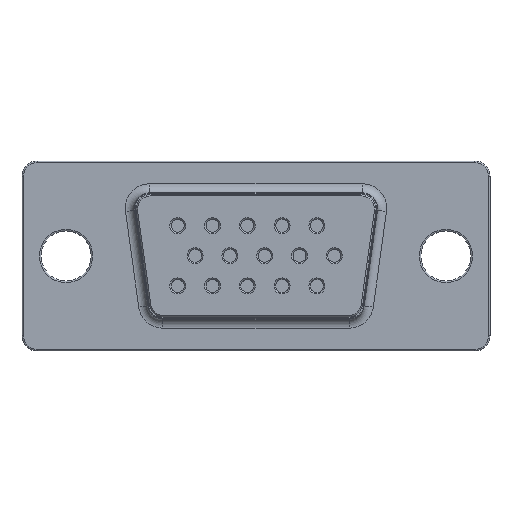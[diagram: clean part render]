
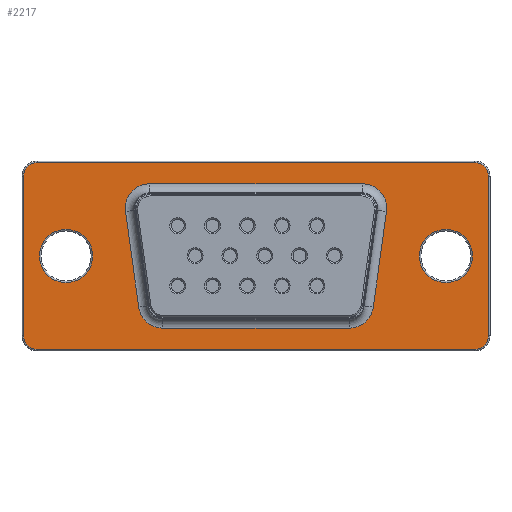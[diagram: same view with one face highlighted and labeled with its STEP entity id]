
A CAD part, top view. The second image highlights one B-rep face of the part: STEP entity #2217.
In plain terms, the highlighted planar face has unit normal (0, 0, 1).
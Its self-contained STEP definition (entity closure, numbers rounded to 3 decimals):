
#1883 = VERTEX_POINT('',#1884);
#1884 = CARTESIAN_POINT('',(-12.595,0.951,4.7));
#1893 = VERTEX_POINT('',#1894);
#1894 = CARTESIAN_POINT('',(-11.01,2.77,4.7));
#1901 = EDGE_CURVE('',#1883,#1893,#1902,.T.);
#1902 = CIRCLE('',#1903,1.6);
#1903 = AXIS2_PLACEMENT_3D('',#1904,#1905,#1906);
#1904 = CARTESIAN_POINT('',(-11.01,1.17,4.7));
#1905 = DIRECTION('',(-0.,0.,-1.));
#1906 = DIRECTION('',(-0.991,-0.137,0.));
#1917 = EDGE_CURVE('',#1893,#1918,#1920,.T.);
#1918 = VERTEX_POINT('',#1919);
#1919 = CARTESIAN_POINT('',(2.995,2.77,4.7));
#1920 = LINE('',#1921,#1922);
#1921 = CARTESIAN_POINT('',(-11.01,2.77,4.7));
#1922 = VECTOR('',#1923,1.);
#1923 = DIRECTION('',(1.,0.,0.));
#1942 = VERTEX_POINT('',#1943);
#1943 = CARTESIAN_POINT('',(-11.726,-5.349,4.7));
#1950 = EDGE_CURVE('',#1942,#1883,#1951,.T.);
#1951 = LINE('',#1952,#1953);
#1952 = CARTESIAN_POINT('',(-11.726,-5.349,4.7));
#1953 = VECTOR('',#1954,1.);
#1954 = DIRECTION('',(-0.137,0.991,0.));
#1969 = VERTEX_POINT('',#1970);
#1970 = CARTESIAN_POINT('',(4.58,0.951,4.7));
#1977 = EDGE_CURVE('',#1918,#1969,#1978,.T.);
#1978 = CIRCLE('',#1979,1.6);
#1979 = AXIS2_PLACEMENT_3D('',#1980,#1981,#1982);
#1980 = CARTESIAN_POINT('',(2.995,1.17,4.7));
#1981 = DIRECTION('',(0.,-0.,-1.));
#1982 = DIRECTION('',(0.,1.,-0.));
#1993 = VERTEX_POINT('',#1994);
#1994 = CARTESIAN_POINT('',(-10.141,-6.73,4.7));
#2003 = EDGE_CURVE('',#1993,#1942,#2004,.T.);
#2004 = CIRCLE('',#2005,1.6);
#2005 = AXIS2_PLACEMENT_3D('',#2006,#2007,#2008);
#2006 = CARTESIAN_POINT('',(-10.141,-5.13,4.7));
#2007 = DIRECTION('',(-0.,-0.,-1.));
#2008 = DIRECTION('',(0.,-1.,0.));
#2019 = EDGE_CURVE('',#1969,#2020,#2022,.T.);
#2020 = VERTEX_POINT('',#2021);
#2021 = CARTESIAN_POINT('',(3.711,-5.349,4.7));
#2022 = LINE('',#2023,#2024);
#2023 = CARTESIAN_POINT('',(4.58,0.951,4.7));
#2024 = VECTOR('',#2025,1.);
#2025 = DIRECTION('',(-0.137,-0.991,0.));
#2044 = VERTEX_POINT('',#2045);
#2045 = CARTESIAN_POINT('',(2.126,-6.73,4.7));
#2052 = EDGE_CURVE('',#2044,#1993,#2053,.T.);
#2053 = LINE('',#2054,#2055);
#2054 = CARTESIAN_POINT('',(2.126,-6.73,4.7));
#2055 = VECTOR('',#2056,1.);
#2056 = DIRECTION('',(-1.,0.,0.));
#2071 = EDGE_CURVE('',#2020,#2044,#2072,.T.);
#2072 = CIRCLE('',#2073,1.6);
#2073 = AXIS2_PLACEMENT_3D('',#2074,#2075,#2076);
#2074 = CARTESIAN_POINT('',(2.126,-5.13,4.7));
#2075 = DIRECTION('',(0.,-0.,-1.));
#2076 = DIRECTION('',(0.991,-0.137,0.));
#2217 = ADVANCED_FACE('',(#2218,#2228,#2298,#2309),#2320,.T.);
#2218 = FACE_BOUND('',#2219,.T.);
#2219 = EDGE_LOOP('',(#2220,#2221,#2222,#2223,#2224,#2225,#2226,#2227));
#2220 = ORIENTED_EDGE('',*,*,#2052,.T.);
#2221 = ORIENTED_EDGE('',*,*,#2003,.T.);
#2222 = ORIENTED_EDGE('',*,*,#1950,.T.);
#2223 = ORIENTED_EDGE('',*,*,#1901,.T.);
#2224 = ORIENTED_EDGE('',*,*,#1917,.T.);
#2225 = ORIENTED_EDGE('',*,*,#1977,.T.);
#2226 = ORIENTED_EDGE('',*,*,#2019,.T.);
#2227 = ORIENTED_EDGE('',*,*,#2071,.T.);
#2228 = FACE_BOUND('',#2229,.T.);
#2229 = EDGE_LOOP('',(#2230,#2240,#2249,#2257,#2266,#2274,#2283,#2291));
#2230 = ORIENTED_EDGE('',*,*,#2231,.T.);
#2231 = EDGE_CURVE('',#2232,#2234,#2236,.T.);
#2232 = VERTEX_POINT('',#2233);
#2233 = CARTESIAN_POINT('',(10.393,4.17,4.7));
#2234 = VERTEX_POINT('',#2235);
#2235 = CARTESIAN_POINT('',(-18.408,4.17,4.7));
#2236 = LINE('',#2237,#2238);
#2237 = CARTESIAN_POINT('',(10.393,4.17,4.7));
#2238 = VECTOR('',#2239,1.);
#2239 = DIRECTION('',(-1.,0.,0.));
#2240 = ORIENTED_EDGE('',*,*,#2241,.T.);
#2241 = EDGE_CURVE('',#2234,#2242,#2244,.T.);
#2242 = VERTEX_POINT('',#2243);
#2243 = CARTESIAN_POINT('',(-19.308,3.27,4.7));
#2244 = CIRCLE('',#2245,0.9);
#2245 = AXIS2_PLACEMENT_3D('',#2246,#2247,#2248);
#2246 = CARTESIAN_POINT('',(-18.408,3.27,4.7));
#2247 = DIRECTION('',(0.,0.,1.));
#2248 = DIRECTION('',(0.,1.,-0.));
#2249 = ORIENTED_EDGE('',*,*,#2250,.T.);
#2250 = EDGE_CURVE('',#2242,#2251,#2253,.T.);
#2251 = VERTEX_POINT('',#2252);
#2252 = CARTESIAN_POINT('',(-19.308,-7.23,4.7));
#2253 = LINE('',#2254,#2255);
#2254 = CARTESIAN_POINT('',(-19.308,3.27,4.7));
#2255 = VECTOR('',#2256,1.);
#2256 = DIRECTION('',(0.,-1.,0.));
#2257 = ORIENTED_EDGE('',*,*,#2258,.T.);
#2258 = EDGE_CURVE('',#2251,#2259,#2261,.T.);
#2259 = VERTEX_POINT('',#2260);
#2260 = CARTESIAN_POINT('',(-18.408,-8.13,4.7));
#2261 = CIRCLE('',#2262,0.9);
#2262 = AXIS2_PLACEMENT_3D('',#2263,#2264,#2265);
#2263 = CARTESIAN_POINT('',(-18.408,-7.23,4.7));
#2264 = DIRECTION('',(0.,0.,1.));
#2265 = DIRECTION('',(-1.,0.,0.));
#2266 = ORIENTED_EDGE('',*,*,#2267,.T.);
#2267 = EDGE_CURVE('',#2259,#2268,#2270,.T.);
#2268 = VERTEX_POINT('',#2269);
#2269 = CARTESIAN_POINT('',(10.393,-8.13,4.7));
#2270 = LINE('',#2271,#2272);
#2271 = CARTESIAN_POINT('',(-18.408,-8.13,4.7));
#2272 = VECTOR('',#2273,1.);
#2273 = DIRECTION('',(1.,0.,0.));
#2274 = ORIENTED_EDGE('',*,*,#2275,.T.);
#2275 = EDGE_CURVE('',#2268,#2276,#2278,.T.);
#2276 = VERTEX_POINT('',#2277);
#2277 = CARTESIAN_POINT('',(11.293,-7.23,4.7));
#2278 = CIRCLE('',#2279,0.9);
#2279 = AXIS2_PLACEMENT_3D('',#2280,#2281,#2282);
#2280 = CARTESIAN_POINT('',(10.393,-7.23,4.7));
#2281 = DIRECTION('',(0.,0.,1.));
#2282 = DIRECTION('',(0.,-1.,0.));
#2283 = ORIENTED_EDGE('',*,*,#2284,.T.);
#2284 = EDGE_CURVE('',#2276,#2285,#2287,.T.);
#2285 = VERTEX_POINT('',#2286);
#2286 = CARTESIAN_POINT('',(11.293,3.27,4.7));
#2287 = LINE('',#2288,#2289);
#2288 = CARTESIAN_POINT('',(11.293,-7.23,4.7));
#2289 = VECTOR('',#2290,1.);
#2290 = DIRECTION('',(0.,1.,0.));
#2291 = ORIENTED_EDGE('',*,*,#2292,.T.);
#2292 = EDGE_CURVE('',#2285,#2232,#2293,.T.);
#2293 = CIRCLE('',#2294,0.9);
#2294 = AXIS2_PLACEMENT_3D('',#2295,#2296,#2297);
#2295 = CARTESIAN_POINT('',(10.393,3.27,4.7));
#2296 = DIRECTION('',(0.,0.,1.));
#2297 = DIRECTION('',(1.,0.,-0.));
#2298 = FACE_BOUND('',#2299,.T.);
#2299 = EDGE_LOOP('',(#2300));
#2300 = ORIENTED_EDGE('',*,*,#2301,.F.);
#2301 = EDGE_CURVE('',#2302,#2302,#2304,.T.);
#2302 = VERTEX_POINT('',#2303);
#2303 = CARTESIAN_POINT('',(-14.758,-1.98,4.7));
#2304 = CIRCLE('',#2305,1.75);
#2305 = AXIS2_PLACEMENT_3D('',#2306,#2307,#2308);
#2306 = CARTESIAN_POINT('',(-16.508,-1.98,4.7));
#2307 = DIRECTION('',(0.,0.,1.));
#2308 = DIRECTION('',(1.,0.,-0.));
#2309 = FACE_BOUND('',#2310,.T.);
#2310 = EDGE_LOOP('',(#2311));
#2311 = ORIENTED_EDGE('',*,*,#2312,.F.);
#2312 = EDGE_CURVE('',#2313,#2313,#2315,.T.);
#2313 = VERTEX_POINT('',#2314);
#2314 = CARTESIAN_POINT('',(10.243,-1.98,4.7));
#2315 = CIRCLE('',#2316,1.75);
#2316 = AXIS2_PLACEMENT_3D('',#2317,#2318,#2319);
#2317 = CARTESIAN_POINT('',(8.493,-1.98,4.7));
#2318 = DIRECTION('',(0.,0.,1.));
#2319 = DIRECTION('',(1.,0.,-0.));
#2320 = PLANE('',#2321);
#2321 = AXIS2_PLACEMENT_3D('',#2322,#2323,#2324);
#2322 = CARTESIAN_POINT('',(-4.008,-1.98,4.7));
#2323 = DIRECTION('',(0.,0.,1.));
#2324 = DIRECTION('',(1.,0.,-0.));
